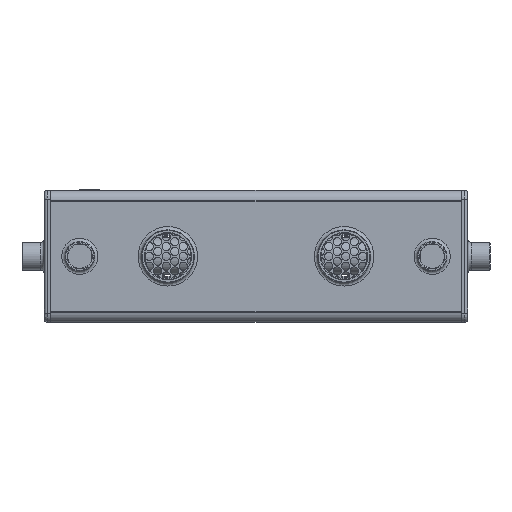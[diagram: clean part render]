
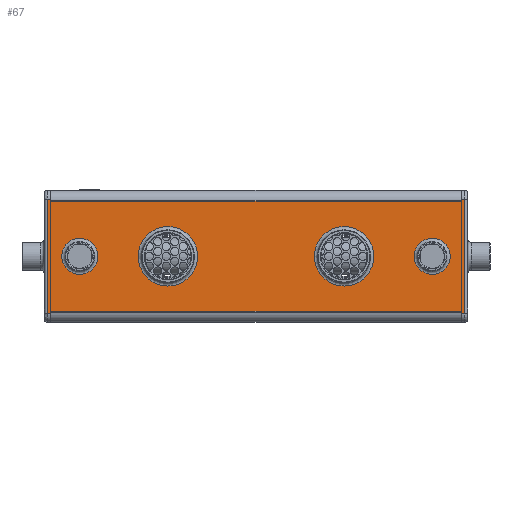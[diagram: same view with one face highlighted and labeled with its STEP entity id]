
A CAD part, left-side view. The second image highlights one B-rep face of the part: STEP entity #67.
In plain terms, the highlighted planar face has unit normal (-1, 0, 0).
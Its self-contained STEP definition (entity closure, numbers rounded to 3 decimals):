
#67=ADVANCED_FACE('',(#8410,#8412,#8414,#8416,#8418),#8420,.T.);
#8410=FACE_BOUND('',#8411,.T.);
#8411=EDGE_LOOP('',(#18755,#18756,#18757,#18758,#18759,#18760,#18761,#18762,#18763,
#18764,#18765,#18766,#18767,#18768,#18769,#18770));
#8412=FACE_BOUND('',#8413,.T.);
#8413=EDGE_LOOP('',(#18771));
#8414=FACE_BOUND('',#8415,.T.);
#8415=EDGE_LOOP('',(#18772));
#8416=FACE_BOUND('',#8417,.T.);
#8417=EDGE_LOOP('',(#18773));
#8418=FACE_BOUND('',#8419,.T.);
#8419=EDGE_LOOP('',(#18774));
#8420=PLANE('',#8421);
#8421=AXIS2_PLACEMENT_3D('',#8422,#8423,#8424);
#8422=CARTESIAN_POINT('',(-60.,0.,-69.967));
#8423=DIRECTION('',(-1.,0.,0.));
#8424=DIRECTION('',(0.,0.,1.));
#18755=ORIENTED_EDGE('',*,*,#22659,.T.);
#18756=ORIENTED_EDGE('',*,*,#22660,.F.);
#18757=ORIENTED_EDGE('',*,*,#22661,.T.);
#18758=ORIENTED_EDGE('',*,*,#22662,.T.);
#18759=ORIENTED_EDGE('',*,*,#22663,.F.);
#18760=ORIENTED_EDGE('',*,*,#22664,.F.);
#18761=ORIENTED_EDGE('',*,*,#22665,.F.);
#18762=ORIENTED_EDGE('',*,*,#22666,.F.);
#18763=ORIENTED_EDGE('',*,*,#22667,.F.);
#18764=ORIENTED_EDGE('',*,*,#22668,.T.);
#18765=ORIENTED_EDGE('',*,*,#22669,.T.);
#18766=ORIENTED_EDGE('',*,*,#22670,.T.);
#18767=ORIENTED_EDGE('',*,*,#22671,.F.);
#18768=ORIENTED_EDGE('',*,*,#22672,.F.);
#18769=ORIENTED_EDGE('',*,*,#22673,.F.);
#18770=ORIENTED_EDGE('',*,*,#22674,.T.);
#18771=ORIENTED_EDGE('',*,*,#22675,.F.);
#18772=ORIENTED_EDGE('',*,*,#22676,.F.);
#18773=ORIENTED_EDGE('',*,*,#22677,.F.);
#18774=ORIENTED_EDGE('',*,*,#22678,.F.);
#22659=EDGE_CURVE('',#24614,#24615,#24616,.T.);
#22660=EDGE_CURVE('',#24617,#24615,#24618,.T.);
#22661=EDGE_CURVE('',#24617,#24619,#24620,.T.);
#22662=EDGE_CURVE('',#24619,#24621,#24622,.F.);
#22663=EDGE_CURVE('',#24623,#24621,#24624,.T.);
#22664=EDGE_CURVE('',#24625,#24623,#24626,.F.);
#22665=EDGE_CURVE('',#24627,#24625,#24628,.T.);
#22666=EDGE_CURVE('',#24629,#24627,#24630,.T.);
#22667=EDGE_CURVE('',#24631,#24629,#24632,.T.);
#22668=EDGE_CURVE('',#24631,#24633,#24634,.T.);
#22669=EDGE_CURVE('',#24633,#24635,#24636,.T.);
#22670=EDGE_CURVE('',#24635,#24637,#24638,.F.);
#22671=EDGE_CURVE('',#24639,#24637,#24640,.T.);
#22672=EDGE_CURVE('',#24641,#24639,#24642,.F.);
#22673=EDGE_CURVE('',#24643,#24641,#24644,.T.);
#22674=EDGE_CURVE('',#24643,#24614,#24645,.T.);
#22675=EDGE_CURVE('',#24646,#24646,#24647,.T.);
#22676=EDGE_CURVE('',#24648,#24648,#24649,.T.);
#22677=EDGE_CURVE('',#24650,#24650,#24651,.T.);
#22678=EDGE_CURVE('',#24652,#24652,#24653,.T.);
#24614=VERTEX_POINT('',#28139);
#24615=VERTEX_POINT('',#28140);
#24616=LINE('',#28141,#28142);
#24617=VERTEX_POINT('',#28144);
#24618=LINE('',#28145,#28146);
#24619=VERTEX_POINT('',#28148);
#24620=LINE('',#28149,#28150);
#24621=VERTEX_POINT('',#28152);
#24622=LINE('',#28153,#28154);
#24623=VERTEX_POINT('',#28156);
#24624=LINE('',#28157,#28158);
#24625=VERTEX_POINT('',#28160);
#24626=LINE('',#28161,#28162);
#24627=VERTEX_POINT('',#28164);
#24628=LINE('',#28165,#28166);
#24629=VERTEX_POINT('',#28168);
#24630=LINE('',#28169,#28170);
#24631=VERTEX_POINT('',#28172);
#24632=LINE('',#28173,#28174);
#24633=VERTEX_POINT('',#28176);
#24634=LINE('',#28177,#28178);
#24635=VERTEX_POINT('',#28180);
#24636=LINE('',#28181,#28182);
#24637=VERTEX_POINT('',#28184);
#24638=LINE('',#28185,#28186);
#24639=VERTEX_POINT('',#28188);
#24640=LINE('',#28189,#28190);
#24641=VERTEX_POINT('',#28192);
#24642=LINE('',#28193,#28194);
#24643=VERTEX_POINT('',#28196);
#24644=LINE('',#28197,#28198);
#24645=LINE('',#28200,#28201);
#24646=VERTEX_POINT('',#28203);
#24647=CIRCLE('',#28204,16.4);
#24648=VERTEX_POINT('',#28208);
#24649=CIRCLE('',#28209,27.);
#24650=VERTEX_POINT('',#28213);
#24651=CIRCLE('',#28214,27.);
#24652=VERTEX_POINT('',#28218);
#24653=CIRCLE('',#28219,16.4);
#28139=CARTESIAN_POINT('',(-60.,0.,30.033));
#28140=CARTESIAN_POINT('',(-60.,373.,30.033));
#28141=CARTESIAN_POINT('',(-60.,0.,30.033));
#28142=VECTOR('',#28143,1.);
#28143=DIRECTION('',(0.,1.,0.));
#28144=CARTESIAN_POINT('',(-60.,373.,32.033));
#28145=CARTESIAN_POINT('',(-60.,373.,32.033));
#28146=VECTOR('',#28147,1.);
#28147=DIRECTION('',(0.,0.,-1.));
#28148=CARTESIAN_POINT('',(-60.,376.04,32.033));
#28149=CARTESIAN_POINT('',(-60.,373.,32.033));
#28150=VECTOR('',#28151,1.);
#28151=DIRECTION('',(0.,1.,0.));
#28152=CARTESIAN_POINT('',(-60.,376.042,32.033));
#28153=CARTESIAN_POINT('',(-60.,376.042,32.033));
#28154=VECTOR('',#28155,1.);
#28155=DIRECTION('',(0.,-1.,0.));
#28156=CARTESIAN_POINT('',(-60.,376.042,-71.967));
#28157=CARTESIAN_POINT('',(-60.,376.042,-71.967));
#28158=VECTOR('',#28159,1.);
#28159=DIRECTION('',(0.,0.,1.));
#28160=CARTESIAN_POINT('',(-60.,376.04,-71.967));
#28161=CARTESIAN_POINT('',(-60.,376.042,-71.967));
#28162=VECTOR('',#28163,1.);
#28163=DIRECTION('',(0.,-1.,0.));
#28164=CARTESIAN_POINT('',(-60.,373.,-71.967));
#28165=CARTESIAN_POINT('',(-60.,373.,-71.967));
#28166=VECTOR('',#28167,1.);
#28167=DIRECTION('',(0.,1.,0.));
#28168=CARTESIAN_POINT('',(-60.,373.,-69.967));
#28169=CARTESIAN_POINT('',(-60.,373.,-69.967));
#28170=VECTOR('',#28171,1.);
#28171=DIRECTION('',(0.,0.,-1.));
#28172=CARTESIAN_POINT('',(-60.,0.,-69.967));
#28173=CARTESIAN_POINT('',(-60.,0.,-69.967));
#28174=VECTOR('',#28175,1.);
#28175=DIRECTION('',(0.,1.,0.));
#28176=CARTESIAN_POINT('',(-60.,0.,-71.967));
#28177=CARTESIAN_POINT('',(-60.,0.,-69.967));
#28178=VECTOR('',#28179,1.);
#28179=DIRECTION('',(0.,0.,-1.));
#28180=CARTESIAN_POINT('',(-60.,-3.04,-71.967));
#28181=CARTESIAN_POINT('',(-60.,0.,-71.967));
#28182=VECTOR('',#28183,1.);
#28183=DIRECTION('',(0.,-1.,0.));
#28184=CARTESIAN_POINT('',(-60.,-3.042,-71.967));
#28185=CARTESIAN_POINT('',(-60.,-3.042,-71.967));
#28186=VECTOR('',#28187,1.);
#28187=DIRECTION('',(0.,1.,0.));
#28188=CARTESIAN_POINT('',(-60.,-3.042,32.033));
#28189=CARTESIAN_POINT('',(-60.,-3.042,32.033));
#28190=VECTOR('',#28191,1.);
#28191=DIRECTION('',(0.,0.,-1.));
#28192=CARTESIAN_POINT('',(-60.,-3.04,32.033));
#28193=CARTESIAN_POINT('',(-60.,-3.042,32.033));
#28194=VECTOR('',#28195,1.);
#28195=DIRECTION('',(0.,1.,0.));
#28196=CARTESIAN_POINT('',(-60.,0.,32.033));
#28197=CARTESIAN_POINT('',(-60.,0.,32.033));
#28198=VECTOR('',#28199,1.);
#28199=DIRECTION('',(0.,-1.,0.));
#28200=CARTESIAN_POINT('',(-60.,0.,32.033));
#28201=VECTOR('',#28202,1.);
#28202=DIRECTION('',(0.,0.,-1.));
#28203=CARTESIAN_POINT('',(-60.,42.9,-19.967));
#28204=AXIS2_PLACEMENT_3D('',#28205,#28206,#28207);
#28205=CARTESIAN_POINT('',(-60.,26.5,-19.967));
#28206=DIRECTION('',(-1.,0.,0.));
#28207=DIRECTION('',(0.,1.,0.));
#28208=CARTESIAN_POINT('',(-60.,239.5,-19.967));
#28209=AXIS2_PLACEMENT_3D('',#28210,#28211,#28212);
#28210=CARTESIAN_POINT('',(-60.,266.5,-19.967));
#28211=DIRECTION('',(-1.,0.,0.));
#28212=DIRECTION('',(0.,-1.,0.));
#28213=CARTESIAN_POINT('',(-60.,79.5,-19.967));
#28214=AXIS2_PLACEMENT_3D('',#28215,#28216,#28217);
#28215=CARTESIAN_POINT('',(-60.,106.5,-19.967));
#28216=DIRECTION('',(-1.,0.,0.));
#28217=DIRECTION('',(0.,-1.,0.));
#28218=CARTESIAN_POINT('',(-60.,362.9,-19.967));
#28219=AXIS2_PLACEMENT_3D('',#28220,#28221,#28222);
#28220=CARTESIAN_POINT('',(-60.,346.5,-19.967));
#28221=DIRECTION('',(-1.,0.,0.));
#28222=DIRECTION('',(0.,1.,0.));
